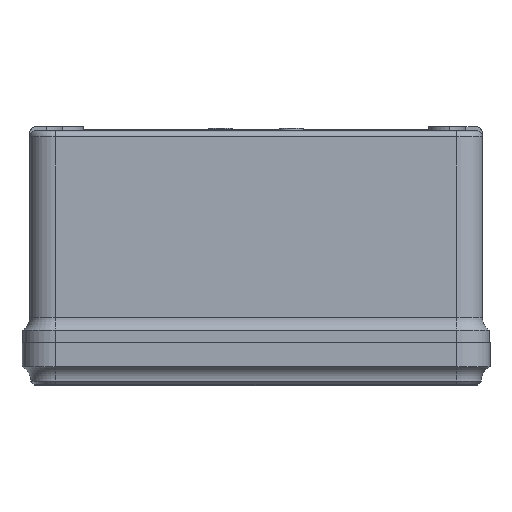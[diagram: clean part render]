
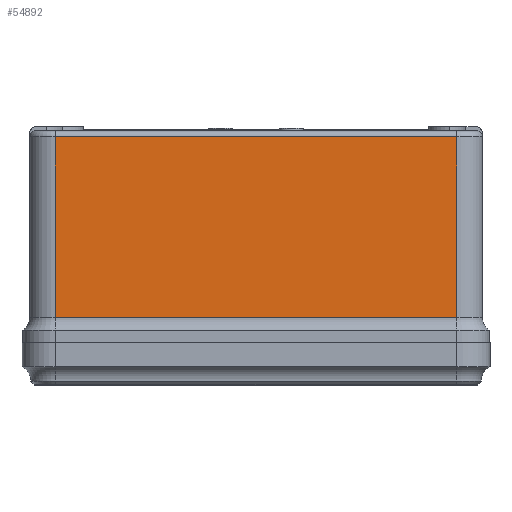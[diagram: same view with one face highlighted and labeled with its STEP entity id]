
A CAD part, front view. The second image highlights one B-rep face of the part: STEP entity #54892.
In plain terms, the highlighted planar face has unit normal (0, -1, 0).
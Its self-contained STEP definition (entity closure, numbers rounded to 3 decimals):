
#827 = ORIENTED_EDGE ( 'NONE', *, *, #55771, .T. ) ;
#2618 = EDGE_LOOP ( 'NONE', ( #20598, #827, #101040, #13893 ) ) ;
#4596 = VERTEX_POINT ( 'NONE', #47185 ) ;
#6996 = EDGE_CURVE ( 'NONE', #4596, #77344, #73376, .T. ) ;
#10475 = LINE ( 'NONE', #83591, #31870 ) ;
#13893 = ORIENTED_EDGE ( 'NONE', *, *, #99272, .T. ) ;
#18728 = CARTESIAN_POINT ( 'NONE',  ( -49.5, -55.8, 50.7 ) ) ;
#20598 = ORIENTED_EDGE ( 'NONE', *, *, #6996, .T. ) ;
#26247 = CARTESIAN_POINT ( 'NONE',  ( 49.5, -55.8, 6.273 ) ) ;
#31870 = VECTOR ( 'NONE', #43400, 1000. ) ;
#35198 = VECTOR ( 'NONE', #90398, 1000. ) ;
#43400 = DIRECTION ( 'NONE',  ( 0., 0., 1. ) ) ;
#45281 = DIRECTION ( 'NONE',  ( 0., -1., 0. ) ) ;
#47185 = CARTESIAN_POINT ( 'NONE',  ( 49.5, -55.8, 6.273 ) ) ;
#47700 = LINE ( 'NONE', #18728, #66597 ) ;
#50731 = DIRECTION ( 'NONE',  ( -1., 0., 0. ) ) ;
#52074 = CARTESIAN_POINT ( 'NONE',  ( -49.5, -55.8, 50.7 ) ) ;
#54892 = ADVANCED_FACE ( 'NONE', ( #91799 ), #100294, .T. ) ;
#55771 = EDGE_CURVE ( 'NONE', #77344, #75616, #47700, .T. ) ;
#57683 = CARTESIAN_POINT ( 'NONE',  ( 49.5, -55.8, -162.635 ) ) ;
#65809 = DIRECTION ( 'NONE',  ( 0., 0., 1. ) ) ;
#66597 = VECTOR ( 'NONE', #50731, 1000. ) ;
#73376 = LINE ( 'NONE', #57683, #75885 ) ;
#75551 = LINE ( 'NONE', #26247, #35198 ) ;
#75616 = VERTEX_POINT ( 'NONE', #52074 ) ;
#75710 = CARTESIAN_POINT ( 'NONE',  ( -49.5, -55.8, 6.273 ) ) ;
#75885 = VECTOR ( 'NONE', #65809, 1000. ) ;
#77344 = VERTEX_POINT ( 'NONE', #101414 ) ;
#81312 = EDGE_CURVE ( 'NONE', #88973, #75616, #10475, .T. ) ;
#83591 = CARTESIAN_POINT ( 'NONE',  ( -49.5, -55.8, -162.635 ) ) ;
#88973 = VERTEX_POINT ( 'NONE', #75710 ) ;
#90398 = DIRECTION ( 'NONE',  ( 1., 0., 0. ) ) ;
#91799 = FACE_OUTER_BOUND ( 'NONE', #2618, .T. ) ;
#93612 = CARTESIAN_POINT ( 'NONE',  ( -49.5, -55.8, -162.635 ) ) ;
#97362 = AXIS2_PLACEMENT_3D ( 'NONE', #93612, #45281, #101683 ) ;
#99272 = EDGE_CURVE ( 'NONE', #88973, #4596, #75551, .T. ) ;
#100294 = PLANE ( 'NONE',  #97362 ) ;
#101040 = ORIENTED_EDGE ( 'NONE', *, *, #81312, .F. ) ;
#101414 = CARTESIAN_POINT ( 'NONE',  ( 49.5, -55.8, 50.7 ) ) ;
#101683 = DIRECTION ( 'NONE',  ( 0., 0., -1. ) ) ;
